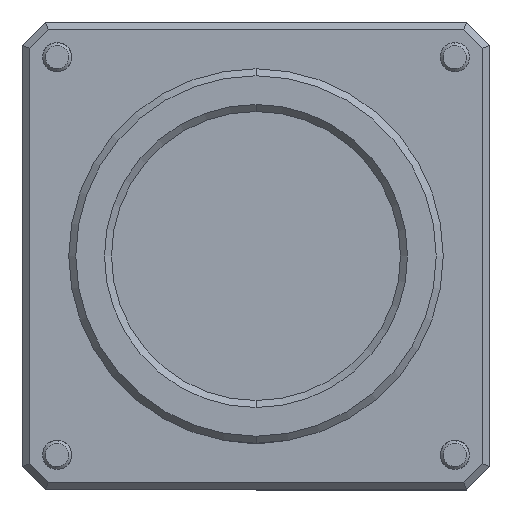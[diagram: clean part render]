
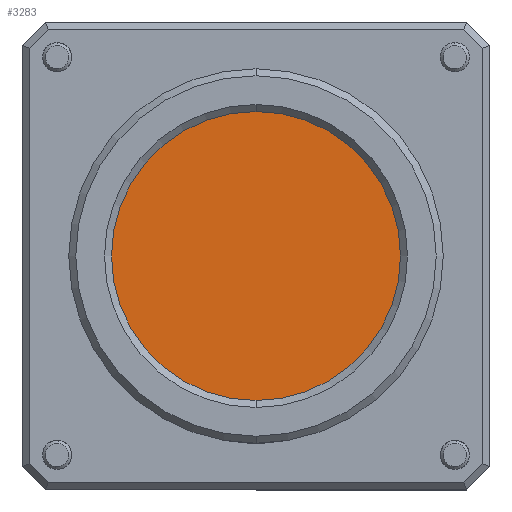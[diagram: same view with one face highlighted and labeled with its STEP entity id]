
A CAD part, front view. The second image highlights one B-rep face of the part: STEP entity #3283.
In plain terms, the highlighted planar face has unit normal (0, -1, 0).
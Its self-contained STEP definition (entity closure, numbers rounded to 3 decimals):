
#818 = CARTESIAN_POINT ( 'NONE',  ( 0., 2.4, 12.35 ) ) ;
#1213 = DIRECTION ( 'NONE',  ( 0., 0., 1. ) ) ;
#2548 = CIRCLE ( 'NONE', #21720, 12.35 ) ;
#3283 = ADVANCED_FACE ( 'NONE', ( #20274 ), #6663, .F. ) ;
#4378 = AXIS2_PLACEMENT_3D ( 'NONE', #10679, #28730, #13276 ) ;
#6663 = PLANE ( 'NONE',  #25225 ) ;
#10668 = VERTEX_POINT ( 'NONE', #18733 ) ;
#10679 = CARTESIAN_POINT ( 'NONE',  ( 0., 2.4, 0. ) ) ;
#13276 = DIRECTION ( 'NONE',  ( 0., 0., 1. ) ) ;
#14083 = CARTESIAN_POINT ( 'NONE',  ( 0., 2.4, 0. ) ) ;
#16700 = DIRECTION ( 'NONE',  ( 0., 0., 1. ) ) ;
#16905 = EDGE_CURVE ( 'NONE', #17729, #10668, #20621, .T. ) ;
#17729 = VERTEX_POINT ( 'NONE', #818 ) ;
#18733 = CARTESIAN_POINT ( 'NONE',  ( 0., 2.4, -12.35 ) ) ;
#20004 = CARTESIAN_POINT ( 'NONE',  ( 14.272, 2.4, 14.272 ) ) ;
#20274 = FACE_OUTER_BOUND ( 'NONE', #31936, .T. ) ;
#20621 = CIRCLE ( 'NONE', #4378, 12.35 ) ;
#21695 = DIRECTION ( 'NONE',  ( 0., 1., 0. ) ) ;
#21720 = AXIS2_PLACEMENT_3D ( 'NONE', #14083, #32163, #16700 ) ;
#25225 = AXIS2_PLACEMENT_3D ( 'NONE', #20004, #21695, #1213 ) ;
#26340 = EDGE_CURVE ( 'NONE', #10668, #17729, #2548, .T. ) ;
#28334 = ORIENTED_EDGE ( 'NONE', *, *, #26340, .T. ) ;
#28730 = DIRECTION ( 'NONE',  ( 0., -1., 0. ) ) ;
#31674 = ORIENTED_EDGE ( 'NONE', *, *, #16905, .T. ) ;
#31936 = EDGE_LOOP ( 'NONE', ( #28334, #31674 ) ) ;
#32163 = DIRECTION ( 'NONE',  ( 0., -1., 0. ) ) ;
